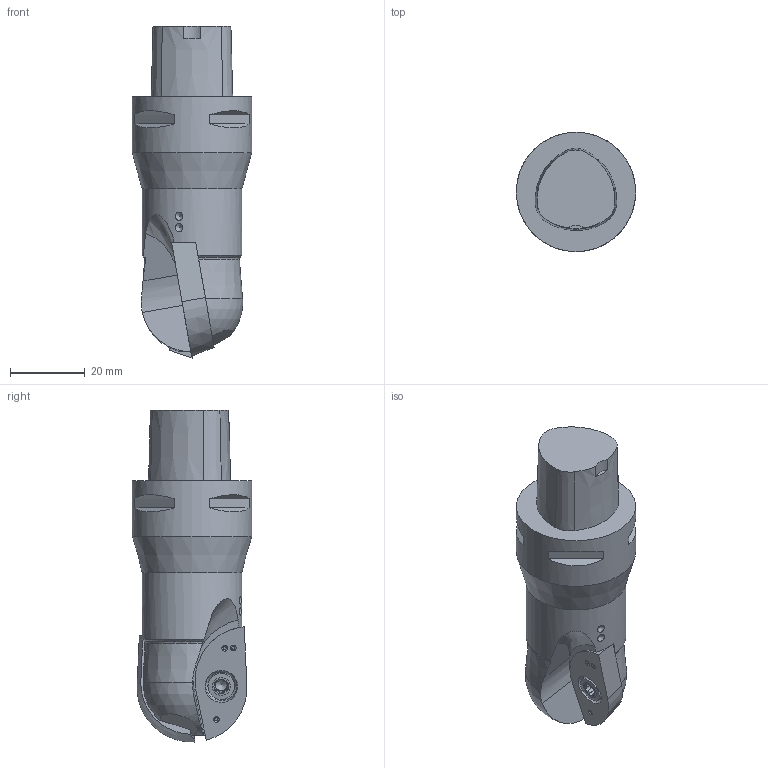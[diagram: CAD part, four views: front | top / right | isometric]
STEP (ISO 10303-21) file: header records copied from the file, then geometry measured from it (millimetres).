
FILE_DESCRIPTION(/* description */ (''),/* implementation_level */ '2;1');
FILE_NAME(/* name */ '1582782124743.stp',/* time_stamp */ '2020-02-27T11:12:16+06:00',/* author */ (''),/* organization */ ('SMS'),/* preprocessor_version */ 'ST-DEVELOPER v16.7',/* originating_system */ 'SIEMENS PLM Software NX 12.0',/* authorisation */ '');
FILE_SCHEMA (('AUTOMOTIVE_DESIGN { 1 0 10303 214 3 1 1 1 }'));
Length unit declared in the file: millimetre
Products named in the file (4): ASSEMBLY_CONSTRUCTION; 202032518mod000_00; 202365343mod000_00; 202366311mod000_00
Assembly tree (4 placements, depth 2):
  202366311mod000_00
    202365343mod000_00
    202032518mod000_00  x2
    ASSEMBLY_CONSTRUCTION
Bounding box: 32 x 32 x 88.98 mm (x, y, z)
Volume: 42362.5 mm3; surface area: 11352 mm2
Topology: 3 solids, 4 shells, 179 faces, 445 edges, 298 vertices
Faces by surface type: plane 81, cone 41, extrusion 24, cylinder 14, torus 12, bspline 4, sphere 3
Full cylindrical faces by diameter (mm): 4.5 x2, 5 x2, 5.9 x2, 7.15 x2, 8 x1, 26.8 x1, 32 x1
Entity records: 6454 total; most frequent: CARTESIAN_POINT 2499, DIRECTION 804, ORIENTED_EDGE 730, EDGE_CURVE 365, AXIS2_PLACEMENT_3D 328, VERTEX_POINT 252, EDGE_LOOP 205, ADVANCED_FACE 164
